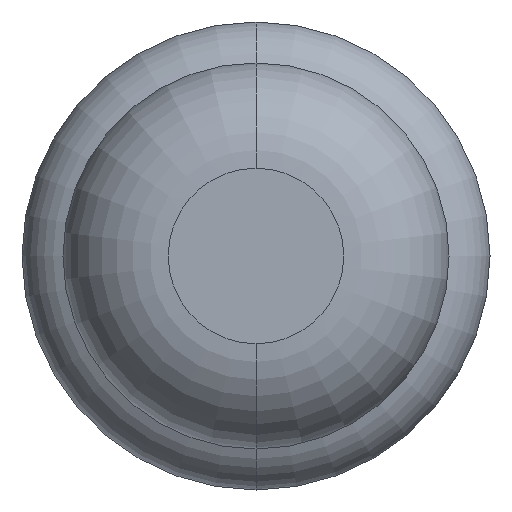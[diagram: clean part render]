
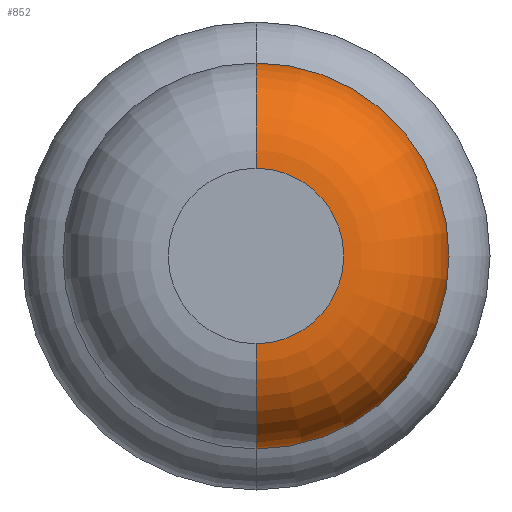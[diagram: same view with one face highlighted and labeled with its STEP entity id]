
A CAD part, front view. The second image highlights one B-rep face of the part: STEP entity #852.
In plain terms, the highlighted toroidal (fillet/blend) face has major radius 0.375 mm and minor radius 0.45 mm.
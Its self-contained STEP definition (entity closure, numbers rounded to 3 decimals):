
#32 = DIRECTION ( 'NONE',  ( 0., 1., 0. ) ) ;
#56 = CARTESIAN_POINT ( 'NONE',  ( 0., -23.55, -0.375 ) ) ;
#63 = CIRCLE ( 'NONE', #1196, 0.45 ) ;
#108 = EDGE_CURVE ( 'NONE', #575, #3109, #2740, .T. ) ;
#226 = ORIENTED_EDGE ( 'NONE', *, *, #3110, .F. ) ;
#268 = CIRCLE ( 'NONE', #2175, 0.375 ) ;
#428 = VERTEX_POINT ( 'NONE', #3242 ) ;
#495 = DIRECTION ( 'NONE',  ( 0., 0., 1. ) ) ;
#530 = CIRCLE ( 'NONE', #1221, 0.825 ) ;
#562 = AXIS2_PLACEMENT_3D ( 'NONE', #1167, #3408, #1441 ) ;
#575 = VERTEX_POINT ( 'NONE', #1372 ) ;
#712 = EDGE_CURVE ( 'NONE', #2893, #428, #63, .T. ) ;
#852 = ADVANCED_FACE ( 'Defeature ausgef�hrt2_2', ( #2127 ), #885, .T. ) ;
#885 = TOROIDAL_SURFACE ( 'NONE', #1808, 0.375, 0.45 ) ;
#1026 = DIRECTION ( 'NONE',  ( 0., 1., 0. ) ) ;
#1154 = DIRECTION ( 'NONE',  ( 0., 0., 1. ) ) ;
#1167 = CARTESIAN_POINT ( 'NONE',  ( 0., -23.55, 0.375 ) ) ;
#1196 = AXIS2_PLACEMENT_3D ( 'NONE', #56, #3133, #3119 ) ;
#1221 = AXIS2_PLACEMENT_3D ( 'NONE', #2982, #1026, #495 ) ;
#1372 = CARTESIAN_POINT ( 'NONE',  ( 0., -24., 0.375 ) ) ;
#1441 = DIRECTION ( 'NONE',  ( 0., 0., 1. ) ) ;
#1579 = EDGE_LOOP ( 'NONE', ( #2854, #2359, #226, #2370 ) ) ;
#1808 = AXIS2_PLACEMENT_3D ( 'NONE', #2628, #2901, #2642 ) ;
#2127 = FACE_OUTER_BOUND ( 'NONE', #1579, .T. ) ;
#2175 = AXIS2_PLACEMENT_3D ( 'NONE', #2801, #32, #1154 ) ;
#2178 = CARTESIAN_POINT ( 'NONE',  ( 0., -24., -0.375 ) ) ;
#2359 = ORIENTED_EDGE ( 'NONE', *, *, #712, .T. ) ;
#2370 = ORIENTED_EDGE ( 'NONE', *, *, #108, .F. ) ;
#2396 = CARTESIAN_POINT ( 'NONE',  ( 0., -23.55, 0.825 ) ) ;
#2628 = CARTESIAN_POINT ( 'NONE',  ( 0., -23.55, 0. ) ) ;
#2642 = DIRECTION ( 'NONE',  ( 0., 0., 1. ) ) ;
#2740 = CIRCLE ( 'NONE', #562, 0.45 ) ;
#2801 = CARTESIAN_POINT ( 'NONE',  ( 0., -24., 0. ) ) ;
#2854 = ORIENTED_EDGE ( 'NONE', *, *, #3010, .T. ) ;
#2893 = VERTEX_POINT ( 'NONE', #2178 ) ;
#2901 = DIRECTION ( 'NONE',  ( 0., 1., 0. ) ) ;
#2982 = CARTESIAN_POINT ( 'NONE',  ( 0., -23.55, 0. ) ) ;
#3010 = EDGE_CURVE ( 'Defeature ausgef�hrt2_2+Defeature ausgef�hrt2_1+Defeature ausgef�hrt2_1+Defeature ausgef�hrt2_1', #575, #2893, #268, .T. ) ;
#3109 = VERTEX_POINT ( 'NONE', #2396 ) ;
#3110 = EDGE_CURVE ( 'Defeature ausgef�hrt2_3+Defeature ausgef�hrt2_2+Defeature ausgef�hrt2_2+Defeature ausgef�hrt2_2', #3109, #428, #530, .T. ) ;
#3119 = DIRECTION ( 'NONE',  ( 0., 0., -1. ) ) ;
#3133 = DIRECTION ( 'NONE',  ( 1., 0., 0. ) ) ;
#3242 = CARTESIAN_POINT ( 'NONE',  ( 0., -23.55, -0.825 ) ) ;
#3408 = DIRECTION ( 'NONE',  ( -1., 0., 0. ) ) ;
